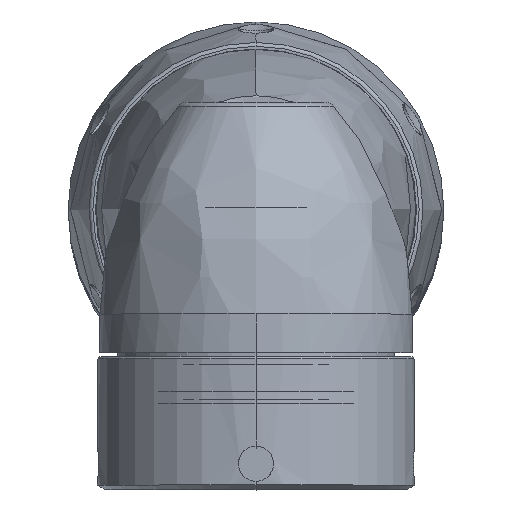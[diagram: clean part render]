
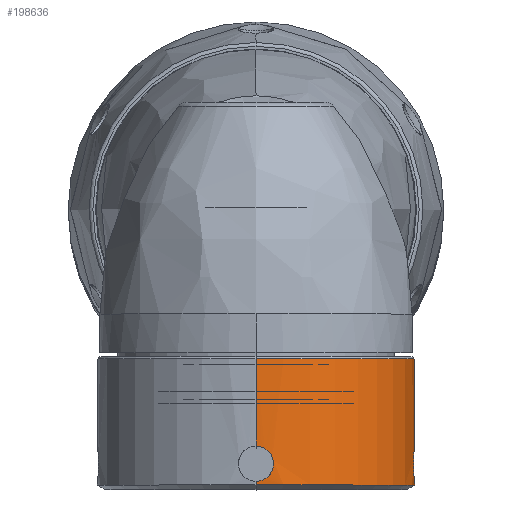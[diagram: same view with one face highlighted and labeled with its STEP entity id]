
A CAD part, top view. The second image highlights one B-rep face of the part: STEP entity #198636.
In plain terms, the highlighted cylindrical face has radius 20.25 mm (diameter 40.5 mm), a partial arc.
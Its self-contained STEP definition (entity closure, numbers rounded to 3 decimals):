
#197547=CARTESIAN_POINT('',(-20.25,0.,1.05));
#197548=CARTESIAN_POINT('',(-20.25,0.167,1.05));
#197549=CARTESIAN_POINT('',(-20.246,0.494,
1.086));
#197550=CARTESIAN_POINT('',(-20.228,0.985,
1.255));
#197551=CARTESIAN_POINT('',(-20.202,1.418,
1.529));
#197552=CARTESIAN_POINT('',(-20.174,1.767,
1.878));
#197553=CARTESIAN_POINT('',(-20.147,2.044,
2.312));
#197554=CARTESIAN_POINT('',(-20.129,2.214,
2.803));
#197555=CARTESIAN_POINT('',(-20.123,2.268,
3.302));
#197556=CARTESIAN_POINT('',(-20.129,2.213,
3.8));
#197557=CARTESIAN_POINT('',(-20.147,2.043,
4.29));
#197558=CARTESIAN_POINT('',(-20.174,1.766,
4.724));
#197559=CARTESIAN_POINT('',(-20.202,1.415,
5.073));
#197560=CARTESIAN_POINT('',(-20.228,0.984,
5.346));
#197561=CARTESIAN_POINT('',(-20.246,0.494,
5.514));
#197562=CARTESIAN_POINT('',(-20.25,0.167,5.55));
#197563=CARTESIAN_POINT('',(-20.25,0.,5.55));
#197568=CARTESIAN_POINT('',(-20.25,0.,5.55));
#197569=CARTESIAN_POINT('',(-20.25,-0.167,5.55));
#197570=CARTESIAN_POINT('',(-20.246,-0.494,
5.514));
#197571=CARTESIAN_POINT('',(-20.228,-0.985,
5.345));
#197572=CARTESIAN_POINT('',(-20.202,-1.417,
5.071));
#197573=CARTESIAN_POINT('',(-20.174,-1.767,
4.722));
#197574=CARTESIAN_POINT('',(-20.147,-2.044,
4.288));
#197575=CARTESIAN_POINT('',(-20.129,-2.214,
3.798));
#197576=CARTESIAN_POINT('',(-20.123,-2.268,
3.298));
#197577=CARTESIAN_POINT('',(-20.129,-2.213,
2.8));
#197578=CARTESIAN_POINT('',(-20.147,-2.043,
2.31));
#197579=CARTESIAN_POINT('',(-20.174,-1.766,
1.876));
#197580=CARTESIAN_POINT('',(-20.202,-1.415,
1.527));
#197581=CARTESIAN_POINT('',(-20.228,-0.983,
1.254));
#197582=CARTESIAN_POINT('',(-20.246,-0.494,
1.086));
#197583=CARTESIAN_POINT('',(-20.25,-0.167,1.05));
#197584=CARTESIAN_POINT('',(-20.25,0.,1.05));
#197589=CARTESIAN_POINT('',(0.,0.,16.7));
#197590=DIRECTION('',(0.,0.,1.));
#197591=DIRECTION('',(0.,1.,0.));
#197592=AXIS2_PLACEMENT_3D('',#197589,#197590,#197591);
#197597=DIRECTION('',(0.,0.,1.));
#197598=VECTOR('',#197597,11.15);
#197599=CARTESIAN_POINT('',(0.,-20.25,5.55));
#197600=LINE('',#197599,#197598);
#197604=CARTESIAN_POINT('',(0.,-20.25,1.05));
#197605=CARTESIAN_POINT('',(-0.16,-20.25,1.05));
#197606=CARTESIAN_POINT('',(-0.471,-20.246,
1.083));
#197607=CARTESIAN_POINT('',(-0.924,-20.23,
1.23));
#197608=CARTESIAN_POINT('',(-1.336,-20.207,
1.469));
#197609=CARTESIAN_POINT('',(-1.688,-20.18,
1.787));
#197610=CARTESIAN_POINT('',(-1.967,-20.155,
2.175));
#197611=CARTESIAN_POINT('',(-2.158,-20.135,
2.607));
#197612=CARTESIAN_POINT('',(-2.256,-20.124,
3.076));
#197613=CARTESIAN_POINT('',(-2.253,-20.124,
3.55));
#197614=CARTESIAN_POINT('',(-2.15,-20.136,
4.019));
#197615=CARTESIAN_POINT('',(-1.955,-20.156,
4.447));
#197616=CARTESIAN_POINT('',(-1.674,-20.182,
4.827));
#197617=CARTESIAN_POINT('',(-1.325,-20.208,
5.139));
#197618=CARTESIAN_POINT('',(-0.915,-20.231,
5.373));
#197619=CARTESIAN_POINT('',(-0.466,-20.246,
5.518));
#197620=CARTESIAN_POINT('',(-0.158,-20.25,5.55));
#197621=CARTESIAN_POINT('',(0.,-20.25,5.55));
#197626=DIRECTION('',(0.,0.,1.));
#197627=VECTOR('',#197626,0.473);
#197628=CARTESIAN_POINT('',(0.,-20.25,0.577));
#197629=LINE('',#197628,#197627);
#197633=CARTESIAN_POINT('',(0.,0.,0.577));
#197634=DIRECTION('',(0.,0.,1.));
#197635=DIRECTION('',(0.,1.,0.));
#197636=AXIS2_PLACEMENT_3D('',#197633,#197634,#197635);
#197641=DIRECTION('',(0.,0.,1.));
#197642=VECTOR('',#197641,0.473);
#197643=CARTESIAN_POINT('',(0.,20.25,0.577));
#197644=LINE('',#197643,#197642);
#197648=CARTESIAN_POINT('',(0.,20.25,5.55));
#197649=CARTESIAN_POINT('',(-0.16,20.25,5.55));
#197650=CARTESIAN_POINT('',(-0.471,20.246,
5.517));
#197651=CARTESIAN_POINT('',(-0.925,20.23,
5.37));
#197652=CARTESIAN_POINT('',(-1.337,20.207,
5.13));
#197653=CARTESIAN_POINT('',(-1.689,20.18,
4.812));
#197654=CARTESIAN_POINT('',(-1.969,20.155,
4.424));
#197655=CARTESIAN_POINT('',(-2.159,20.135,
3.991));
#197656=CARTESIAN_POINT('',(-2.256,20.124,
3.521));
#197657=CARTESIAN_POINT('',(-2.253,20.124,
3.047));
#197658=CARTESIAN_POINT('',(-2.148,20.136,
2.577));
#197659=CARTESIAN_POINT('',(-1.953,20.156,
2.15));
#197660=CARTESIAN_POINT('',(-1.672,20.182,
1.77));
#197661=CARTESIAN_POINT('',(-1.323,20.208,
1.46));
#197662=CARTESIAN_POINT('',(-0.914,20.231,
1.226));
#197663=CARTESIAN_POINT('',(-0.465,20.246,
1.082));
#197664=CARTESIAN_POINT('',(-0.157,20.25,1.05));
#197665=CARTESIAN_POINT('',(0.,20.25,1.05));
#197670=DIRECTION('',(0.,0.,1.));
#197671=VECTOR('',#197670,11.15);
#197672=CARTESIAN_POINT('',(0.,20.25,5.55));
#197673=LINE('',#197672,#197671);
#197803=CARTESIAN_POINT('',(0.,20.25,1.05));
#197820=CARTESIAN_POINT('',(0.,20.25,5.55));
#197833=CARTESIAN_POINT('',(0.,-20.25,5.55));
#197850=CARTESIAN_POINT('',(0.,-20.25,1.05));
#198422=CARTESIAN_POINT('',(0.,20.25,0.577));
#198424=VERTEX_POINT('',#198422);
#198426=CARTESIAN_POINT('',(0.,-20.25,0.577));
#198428=VERTEX_POINT('',#198426);
#198467=VERTEX_POINT('',#197803);
#198468=VERTEX_POINT('',#197820);
#198473=VERTEX_POINT('',#197547);
#198474=VERTEX_POINT('',#197563);
#198479=VERTEX_POINT('',#197833);
#198480=VERTEX_POINT('',#197850);
#198521=CARTESIAN_POINT('',(0.,20.25,16.7));
#198522=CARTESIAN_POINT('',(0.,-20.25,16.7));
#198523=VERTEX_POINT('',#198521);
#198524=VERTEX_POINT('',#198522);
#198608=CARTESIAN_POINT('',(0.,0.,17.85));
#198609=DIRECTION('',(0.,0.,-1.));
#198610=DIRECTION('',(0.,-1.,0.));
#198611=AXIS2_PLACEMENT_3D('',#198608,#198609,#198610);
#198612=CYLINDRICAL_SURFACE('',#198611,20.25);
#198614=ORIENTED_EDGE('',*,*,#198613,.T.);
#198616=ORIENTED_EDGE('',*,*,#198615,.F.);
#198618=ORIENTED_EDGE('',*,*,#198617,.F.);
#198620=ORIENTED_EDGE('',*,*,#198619,.F.);
#198621=ORIENTED_EDGE('',*,*,#198594,.F.);
#198623=ORIENTED_EDGE('',*,*,#198622,.T.);
#198625=ORIENTED_EDGE('',*,*,#198624,.F.);
#198627=ORIENTED_EDGE('',*,*,#198626,.T.);
#198628=EDGE_LOOP('',(#198614,#198616,#198618,#198620,#198621,#198623,#198625,
#198627));
#198629=FACE_OUTER_BOUND('',#198628,.F.);
#198631=ORIENTED_EDGE('',*,*,#198630,.F.);
#198633=ORIENTED_EDGE('',*,*,#198632,.F.);
#198634=EDGE_LOOP('',(#198631,#198633));
#198635=FACE_BOUND('',#198634,.F.);
#198636=ADVANCED_FACE('',(#198629,#198635),#198612,.T.);
#197564=B_SPLINE_CURVE_WITH_KNOTS('',3,(#197547,#197548,#197549,#197550,#197551,
#197552,#197553,#197554,#197555,#197556,#197557,#197558,#197559,#197560,#197561,
#197562,#197563),.UNSPECIFIED.,.F.,.F.,(4,1,1,1,1,1,1,1,1,1,1,1,1,1,4),(0.,
0.071,0.143,0.214,0.286,
0.357,0.429,0.5,0.571,0.643,
0.714,0.786,0.857,0.929,1.),
.UNSPECIFIED.);
#197585=B_SPLINE_CURVE_WITH_KNOTS('',3,(#197568,#197569,#197570,#197571,#197572,
#197573,#197574,#197575,#197576,#197577,#197578,#197579,#197580,#197581,#197582,
#197583,#197584),.UNSPECIFIED.,.F.,.F.,(4,1,1,1,1,1,1,1,1,1,1,1,1,1,4),(0.,
0.071,0.143,0.214,0.286,
0.357,0.429,0.5,0.571,0.643,
0.714,0.786,0.857,0.929,1.),
.UNSPECIFIED.);
#197593=CIRCLE('',#197592,20.25);
#197622=B_SPLINE_CURVE_WITH_KNOTS('',3,(#197604,#197605,#197606,#197607,#197608,
#197609,#197610,#197611,#197612,#197613,#197614,#197615,#197616,#197617,#197618,
#197619,#197620,#197621),.UNSPECIFIED.,.F.,.F.,(4,1,1,1,1,1,1,1,1,1,1,1,1,1,1,
4),(0.,0.067,0.133,0.2,0.267,
0.333,0.4,0.467,0.533,0.6,
0.667,0.733,0.8,0.867,0.933,
1.),.UNSPECIFIED.);
#197637=CIRCLE('',#197636,20.25);
#197666=B_SPLINE_CURVE_WITH_KNOTS('',3,(#197648,#197649,#197650,#197651,#197652,
#197653,#197654,#197655,#197656,#197657,#197658,#197659,#197660,#197661,#197662,
#197663,#197664,#197665),.UNSPECIFIED.,.F.,.F.,(4,1,1,1,1,1,1,1,1,1,1,1,1,1,1,
4),(0.,0.067,0.133,0.2,0.267,
0.333,0.4,0.467,0.533,0.6,
0.667,0.733,0.8,0.867,0.933,
1.),.UNSPECIFIED.);
#198594=EDGE_CURVE('',#198424,#198428,#197637,.T.);
#198613=EDGE_CURVE('',#198523,#198524,#197593,.T.);
#198615=EDGE_CURVE('',#198479,#198524,#197600,.T.);
#198617=EDGE_CURVE('',#198480,#198479,#197622,.T.);
#198619=EDGE_CURVE('',#198428,#198480,#197629,.T.);
#198622=EDGE_CURVE('',#198424,#198467,#197644,.T.);
#198624=EDGE_CURVE('',#198468,#198467,#197666,.T.);
#198626=EDGE_CURVE('',#198468,#198523,#197673,.T.);
#198630=EDGE_CURVE('',#198473,#198474,#197564,.T.);
#198632=EDGE_CURVE('',#198474,#198473,#197585,.T.);
